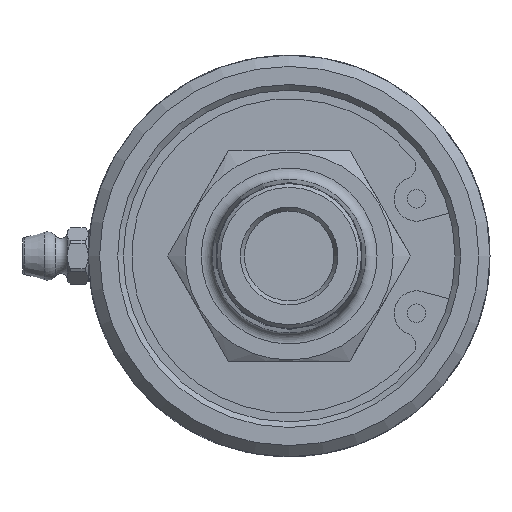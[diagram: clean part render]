
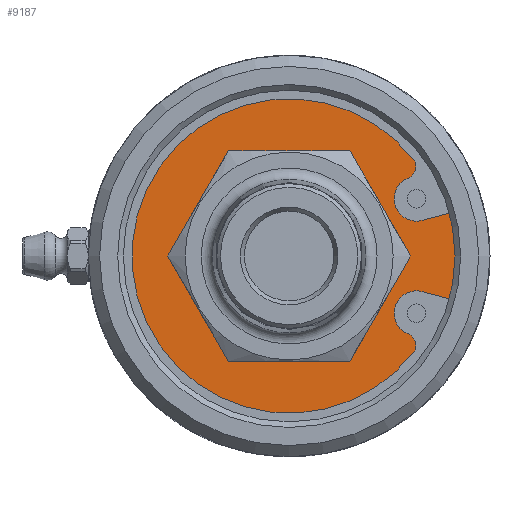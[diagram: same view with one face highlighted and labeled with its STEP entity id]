
A CAD part, left-side view. The second image highlights one B-rep face of the part: STEP entity #9187.
In plain terms, the highlighted planar face has unit normal (-1, 0, 0).
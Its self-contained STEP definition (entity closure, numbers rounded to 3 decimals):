
#355=FACE_BOUND('',#2903,.T.);
#511=LINE('',#13740,#970);
#519=LINE('',#13763,#978);
#970=VECTOR('',#11082,10.);
#978=VECTOR('',#11104,10.);
#1730=CIRCLE('',#9789,13.9);
#1731=CIRCLE('',#9790,13.9);
#1792=CIRCLE('',#9896,22.303);
#1794=CIRCLE('',#9899,1.758);
#1796=CIRCLE('',#9902,3.17);
#1798=CIRCLE('',#9906,1.758);
#1800=CIRCLE('',#9909,3.17);
#1804=CIRCLE('',#9922,25.375);
#2121=PLANE('',#9921);
#2353=FACE_OUTER_BOUND('',#2902,.T.);
#2902=EDGE_LOOP('',(#6858,#6859,#6860,#6861,#6862,#6863,#6864,#6865));
#2903=EDGE_LOOP('',(#6866,#6867));
#3912=VERTEX_POINT('',#13316);
#3913=VERTEX_POINT('',#13317);
#4003=VERTEX_POINT('',#13719);
#4004=VERTEX_POINT('',#13721);
#4006=VERTEX_POINT('',#13727);
#4008=VERTEX_POINT('',#13733);
#4010=VERTEX_POINT('',#13739);
#4013=VERTEX_POINT('',#13747);
#4015=VERTEX_POINT('',#13753);
#4018=VERTEX_POINT('',#13761);
#4921=EDGE_CURVE('',#3912,#3913,#1730,.T.);
#4922=EDGE_CURVE('',#3913,#3912,#1731,.T.);
#5055=EDGE_CURVE('',#4004,#4003,#1792,.T.);
#5058=EDGE_CURVE('',#4006,#4004,#1794,.T.);
#5061=EDGE_CURVE('',#4008,#4006,#1796,.T.);
#5064=EDGE_CURVE('',#4010,#4008,#511,.T.);
#5069=EDGE_CURVE('',#4003,#4013,#1798,.T.);
#5072=EDGE_CURVE('',#4013,#4015,#1800,.T.);
#5076=EDGE_CURVE('',#4015,#4018,#519,.T.);
#5094=EDGE_CURVE('',#4010,#4018,#1804,.T.);
#6858=ORIENTED_EDGE('',*,*,#5064,.T.);
#6859=ORIENTED_EDGE('',*,*,#5061,.T.);
#6860=ORIENTED_EDGE('',*,*,#5058,.T.);
#6861=ORIENTED_EDGE('',*,*,#5055,.T.);
#6862=ORIENTED_EDGE('',*,*,#5069,.T.);
#6863=ORIENTED_EDGE('',*,*,#5072,.T.);
#6864=ORIENTED_EDGE('',*,*,#5076,.T.);
#6865=ORIENTED_EDGE('',*,*,#5094,.F.);
#6866=ORIENTED_EDGE('',*,*,#4921,.T.);
#6867=ORIENTED_EDGE('',*,*,#4922,.T.);
#9187=ADVANCED_FACE('',(#2353,#355),#2121,.F.);
#9789=AXIS2_PLACEMENT_3D('',#13318,#10814,#10815);
#9790=AXIS2_PLACEMENT_3D('',#13319,#10816,#10817);
#9896=AXIS2_PLACEMENT_3D('',#13722,#11062,#11063);
#9899=AXIS2_PLACEMENT_3D('',#13728,#11069,#11070);
#9902=AXIS2_PLACEMENT_3D('',#13734,#11076,#11077);
#9906=AXIS2_PLACEMENT_3D('',#13749,#11090,#11091);
#9909=AXIS2_PLACEMENT_3D('',#13755,#11097,#11098);
#9921=AXIS2_PLACEMENT_3D('',#13924,#11126,#11127);
#9922=AXIS2_PLACEMENT_3D('',#13925,#11128,#11129);
#10814=DIRECTION('center_axis',(1.,0.,0.));
#10815=DIRECTION('ref_axis',(0.,0.,
-1.));
#10816=DIRECTION('center_axis',(1.,0.,0.));
#10817=DIRECTION('ref_axis',(0.,0.,
-1.));
#11062=DIRECTION('center_axis',(-1.,0.,0.));
#11063=DIRECTION('ref_axis',(0.,0.796,0.605));
#11069=DIRECTION('center_axis',(-1.,0.,0.));
#11070=DIRECTION('ref_axis',(0.,0.881,-0.473));
#11076=DIRECTION('center_axis',(1.,0.,0.));
#11077=DIRECTION('ref_axis',(0.,-0.259,-0.966));
#11082=DIRECTION('',(0.,0.966,-0.259));
#11090=DIRECTION('center_axis',(-1.,0.,0.));
#11091=DIRECTION('ref_axis',(0.,0.488,-0.873));
#11097=DIRECTION('center_axis',(1.,0.,0.));
#11098=DIRECTION('ref_axis',(0.,0.315,-0.949));
#11104=DIRECTION('',(0.,-0.966,-0.259));
#11126=DIRECTION('center_axis',(1.,0.,0.));
#11127=DIRECTION('ref_axis',(0.,0.,-1.));
#11128=DIRECTION('center_axis',(1.,0.,0.));
#11129=DIRECTION('ref_axis',(0.,1.,0.));
#13316=CARTESIAN_POINT('',(5.217,0.,-13.9));
#13317=CARTESIAN_POINT('',(5.217,0.,13.9));
#13318=CARTESIAN_POINT('Origin',(5.217,0.,
0.));
#13319=CARTESIAN_POINT('Origin',(5.217,0.,
0.));
#13719=CARTESIAN_POINT('',(5.217,-17.755,-13.497));
#13721=CARTESIAN_POINT('',(5.217,-17.755,13.497));
#13722=CARTESIAN_POINT('Origin',(5.217,0.,
0.));
#13727=CARTESIAN_POINT('',(5.217,-17.064,11.13));
#13728=CARTESIAN_POINT('Origin',(5.217,-16.206,12.665));
#13733=CARTESIAN_POINT('',(5.217,-18.884,5.06));
#13734=CARTESIAN_POINT('Origin',(5.217,-18.064,8.122));
#13739=CARTESIAN_POINT('',(5.217,-24.51,6.568));
#13740=CARTESIAN_POINT('',(5.217,-0.608,0.163));
#13747=CARTESIAN_POINT('',(5.217,-17.064,-11.13));
#13749=CARTESIAN_POINT('Origin',(5.217,-16.206,-12.665));
#13753=CARTESIAN_POINT('',(5.217,-18.884,-5.06));
#13755=CARTESIAN_POINT('Origin',(5.217,-18.064,-8.122));
#13761=CARTESIAN_POINT('',(5.217,-24.51,-6.568));
#13763=CARTESIAN_POINT('',(5.217,-3.421,-0.917));
#13924=CARTESIAN_POINT('Origin',(5.217,18.938,0.));
#13925=CARTESIAN_POINT('Origin',(5.217,0.,0.));
